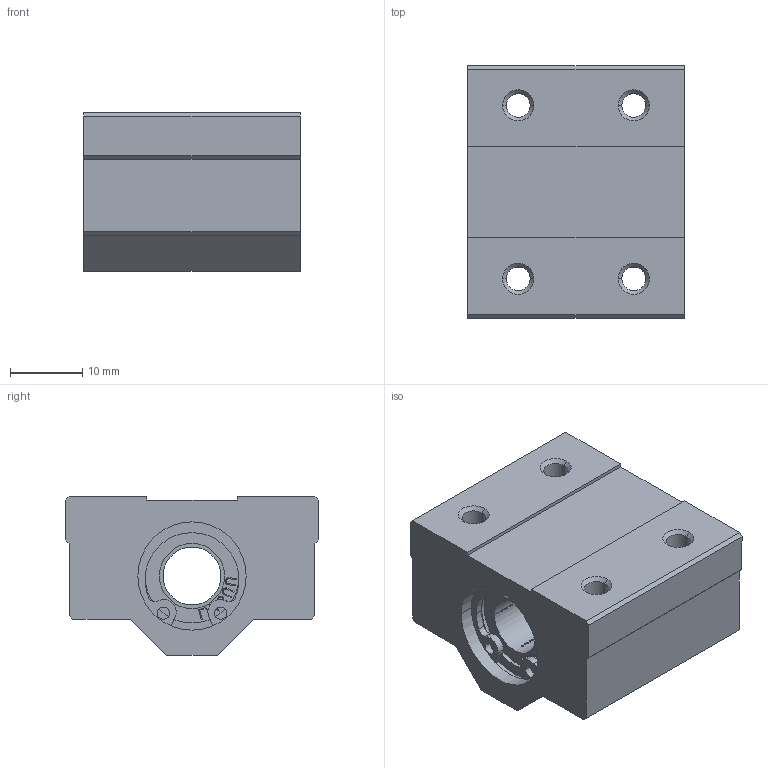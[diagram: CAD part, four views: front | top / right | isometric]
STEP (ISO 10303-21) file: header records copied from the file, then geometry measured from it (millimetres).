
FILE_DESCRIPTION (( 'STEP AP214' ), '1' );
FILE_NAME ('Linear Motion Slide Unit 8mm嫖粣賑輸.step', '2016-10-28T04:17:44', ( 'dell' ), ( '' ), 'SwSTEP 2.0', 'SolidWorks 2013', '' );
FILE_SCHEMA (( 'AUTOMOTIVE_DESIGN' ));
Length unit declared in the file: millimetre
Products named in the file (1): Linear Motion Slide Unit 8mm嫖粣賑輸
Bounding box: 30 x 35 x 22 mm (x, y, z)
Volume: 16300 mm3; surface area: 8849.8 mm2
Topology: 4 solids, 4 shells, 598 faces, 1774 edges, 1120 vertices
Faces by surface type: sphere 344, plane 116, bspline 62, cylinder 60, cone 16
Entity records: 38761 total; most frequent: CARTESIAN_POINT 17915, ORIENTED_EDGE 3204, DIRECTION 2516, EDGE_CURVE 1602, VERTEX_POINT 1120, AXIS2_PLACEMENT_3D 1017, EDGE_LOOP 726, B_SPLINE_CURVE_WITH_KNOTS 640
